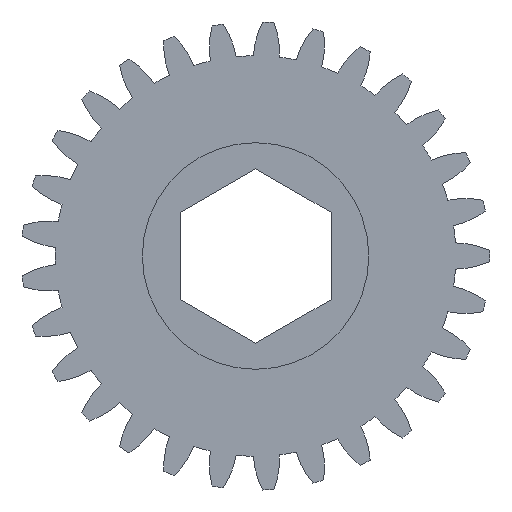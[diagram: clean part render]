
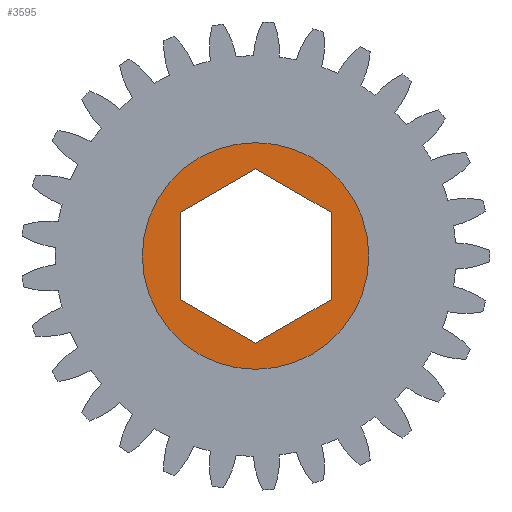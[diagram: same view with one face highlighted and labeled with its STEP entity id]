
A CAD part, left-side view. The second image highlights one B-rep face of the part: STEP entity #3595.
In plain terms, the highlighted planar face has unit normal (-1, 0, 0).
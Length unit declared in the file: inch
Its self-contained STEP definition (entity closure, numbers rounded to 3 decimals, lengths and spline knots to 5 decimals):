
#104 = FACE_OUTER_BOUND ( 'NONE', #110, .T. ) ;
#110 = EDGE_LOOP ( 'NONE', ( #1788 ) ) ;
#246 = VERTEX_POINT ( 'NONE', #1835 ) ;
#263 = VECTOR ( 'NONE', #2930, 39.37008 ) ;
#324 = DIRECTION ( 'NONE',  ( 0., 0.866, 0.5 ) ) ;
#384 = DIRECTION ( 'NONE',  ( -1., 0., 0. ) ) ;
#465 = LINE ( 'NONE', #2333, #3752 ) ;
#481 = ORIENTED_EDGE ( 'NONE', *, *, #1575, .T. ) ;
#550 = CARTESIAN_POINT ( 'NONE',  ( -0.0225, 0.25, 0.14434 ) ) ;
#586 = VERTEX_POINT ( 'NONE', #2925 ) ;
#701 = ORIENTED_EDGE ( 'NONE', *, *, #3431, .T. ) ;
#786 = EDGE_CURVE ( 'NONE', #3681, #586, #3646, .T. ) ;
#829 = DIRECTION ( 'NONE',  ( 0., 0., 1. ) ) ;
#843 = VECTOR ( 'NONE', #2046, 39.37008 ) ;
#917 = DIRECTION ( 'NONE',  ( 0., 0., 1. ) ) ;
#929 = FACE_BOUND ( 'NONE', #2799, .T. ) ;
#1053 = CARTESIAN_POINT ( 'NONE',  ( -0.0225, -0.25, -0.14434 ) ) ;
#1089 = VERTEX_POINT ( 'NONE', #3668 ) ;
#1196 = DIRECTION ( 'NONE',  ( 0., 0., 1. ) ) ;
#1249 = CIRCLE ( 'NONE', #1811, 0.375 ) ;
#1295 = LINE ( 'NONE', #550, #263 ) ;
#1348 = DIRECTION ( 'NONE',  ( -1., 0., 0. ) ) ;
#1384 = VERTEX_POINT ( 'NONE', #2955 ) ;
#1427 = CARTESIAN_POINT ( 'NONE',  ( -0.0225, -0.25, -0.14434 ) ) ;
#1440 = VERTEX_POINT ( 'NONE', #3348 ) ;
#1575 = EDGE_CURVE ( 'NONE', #1384, #1440, #465, .T. ) ;
#1659 = EDGE_CURVE ( 'NONE', #246, #3036, #2609, .T. ) ;
#1727 = CARTESIAN_POINT ( 'NONE',  ( -0.0225, -0.25, 0.14434 ) ) ;
#1767 = CARTESIAN_POINT ( 'NONE',  ( -0.0225, 0., 0. ) ) ;
#1788 = ORIENTED_EDGE ( 'NONE', *, *, #2958, .T. ) ;
#1811 = AXIS2_PLACEMENT_3D ( 'NONE', #1767, #1348, #829 ) ;
#1835 = CARTESIAN_POINT ( 'NONE',  ( -0.0225, 0., 0.28868 ) ) ;
#2046 = DIRECTION ( 'NONE',  ( 0., 0.866, -0.5 ) ) ;
#2333 = CARTESIAN_POINT ( 'NONE',  ( -0.0225, 0.25, -0.14434 ) ) ;
#2433 = ORIENTED_EDGE ( 'NONE', *, *, #4010, .T. ) ;
#2437 = AXIS2_PLACEMENT_3D ( 'NONE', #3214, #384, #1196 ) ;
#2450 = ORIENTED_EDGE ( 'NONE', *, *, #786, .T. ) ;
#2499 = ORIENTED_EDGE ( 'NONE', *, *, #3796, .T. ) ;
#2609 = LINE ( 'NONE', #3167, #2728 ) ;
#2695 = CARTESIAN_POINT ( 'NONE',  ( -0.0225, 0., -0.28868 ) ) ;
#2728 = VECTOR ( 'NONE', #3338, 39.37008 ) ;
#2799 = EDGE_LOOP ( 'NONE', ( #2450, #2499, #481, #2433, #4303, #701 ) ) ;
#2825 = VECTOR ( 'NONE', #324, 39.37008 ) ;
#2925 = CARTESIAN_POINT ( 'NONE',  ( -0.0225, 0., -0.28868 ) ) ;
#2930 = DIRECTION ( 'NONE',  ( 0., -0.866, 0.5 ) ) ;
#2955 = CARTESIAN_POINT ( 'NONE',  ( -0.0225, 0.25, -0.14434 ) ) ;
#2958 = EDGE_CURVE ( 'NONE', #1089, #1089, #1249, .T. ) ;
#3036 = VERTEX_POINT ( 'NONE', #1727 ) ;
#3049 = LINE ( 'NONE', #3101, #4062 ) ;
#3101 = CARTESIAN_POINT ( 'NONE',  ( -0.0225, -0.25, 0.14434 ) ) ;
#3167 = CARTESIAN_POINT ( 'NONE',  ( -0.0225, 0., 0.28868 ) ) ;
#3180 = DIRECTION ( 'NONE',  ( 0., 0., -1. ) ) ;
#3214 = CARTESIAN_POINT ( 'NONE',  ( -0.0225, 0., 0. ) ) ;
#3338 = DIRECTION ( 'NONE',  ( 0., -0.866, -0.5 ) ) ;
#3348 = CARTESIAN_POINT ( 'NONE',  ( -0.0225, 0.25, 0.14434 ) ) ;
#3431 = EDGE_CURVE ( 'NONE', #3036, #3681, #3049, .T. ) ;
#3595 = ADVANCED_FACE ( 'NONE', ( #929, #104 ), #4026, .T. ) ;
#3623 = LINE ( 'NONE', #2695, #2825 ) ;
#3646 = LINE ( 'NONE', #1053, #843 ) ;
#3668 = CARTESIAN_POINT ( 'NONE',  ( -0.0225, 0., 0.375 ) ) ;
#3681 = VERTEX_POINT ( 'NONE', #1427 ) ;
#3752 = VECTOR ( 'NONE', #917, 39.37008 ) ;
#3796 = EDGE_CURVE ( 'NONE', #586, #1384, #3623, .T. ) ;
#4010 = EDGE_CURVE ( 'NONE', #1440, #246, #1295, .T. ) ;
#4026 = PLANE ( 'NONE',  #2437 ) ;
#4062 = VECTOR ( 'NONE', #3180, 39.37008 ) ;
#4303 = ORIENTED_EDGE ( 'NONE', *, *, #1659, .T. ) ;
